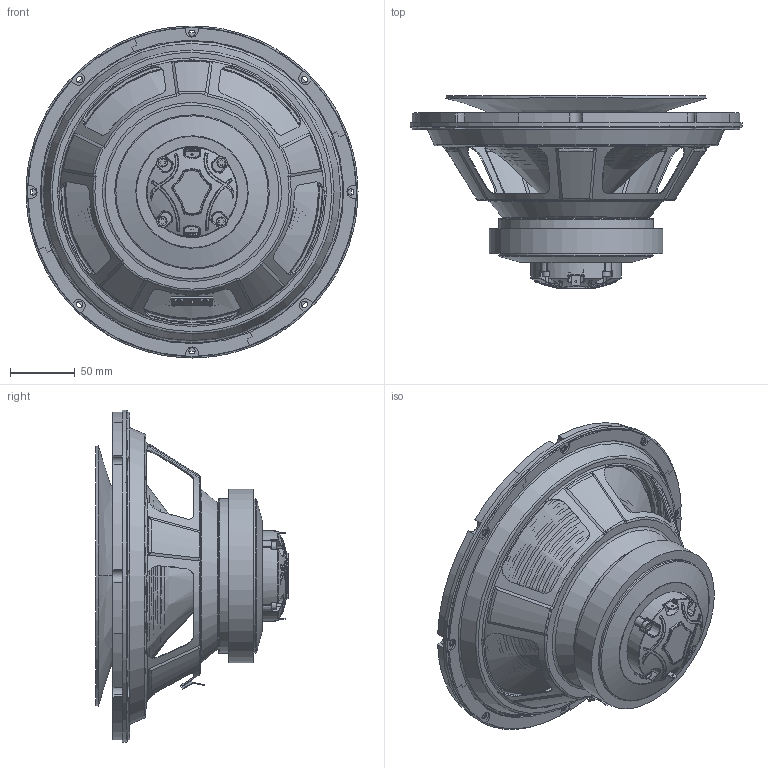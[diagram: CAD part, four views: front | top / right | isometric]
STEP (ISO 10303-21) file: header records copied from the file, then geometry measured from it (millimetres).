
FILE_DESCRIPTION (( 'STEP AP203' ), '1' );
FILE_NAME ('375 3D.STEP', '2023-05-08T08:14:46', ( '' ), ( '' ), 'SwSTEP 2.0', 'SolidWorks 2020', '' );
FILE_SCHEMA (( 'CONFIG_CONTROL_DESIGN' ));
Length unit declared in the file: millimetre
Products named in the file (1): 375 3D
Bounding box: 256 x 148.68 x 256 mm (x, y, z)
Volume: 736171.4 mm3; surface area: 602454.6 mm2
Topology: 44 solids, 44 shells, 1427 faces, 3571 edges, 2222 vertices
Faces by surface type: bspline 608, plane 418, cylinder 267, cone 109, torus 15, sphere 10
Full cylindrical faces by diameter (mm): 1.6 x2, 1.8 x16, 2.5 x2, 3 x1, 3.3 x4, 4.2 x11, 4.8 x8, 5.3 x4, 35.55 x2, 35.7 x3, 36.54 x1, 36.79 x1, 37 x1, 37.6 x1, 39.036 x1, 40 x1, 43 x1, 43.336 x1, 43.532 x1, 47.79 x2, 51 x1, 52.9 x1, 53.95 x1, 54 x1, 56 x1, 57 x1, 60 x1, 119 x2, 134 x1, 246 x1
Entity records: 71432 total; most frequent: CARTESIAN_POINT 41896, ORIENTED_EDGE 6666, DIRECTION 5044, EDGE_CURVE 3333, VERTEX_POINT 2181, AXIS2_PLACEMENT_3D 1999, EDGE_LOOP 1792, FACE_OUTER_BOUND 1564
